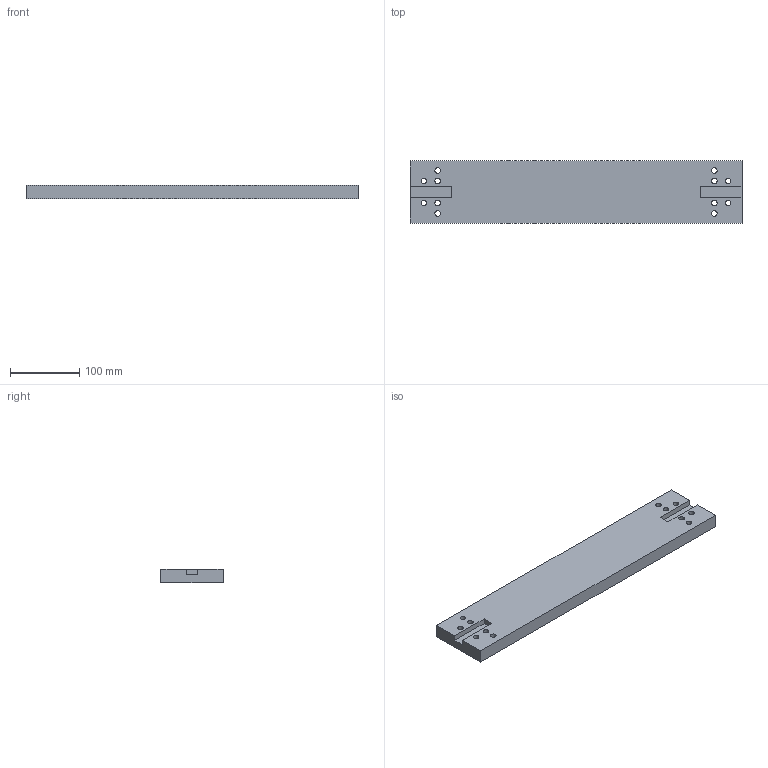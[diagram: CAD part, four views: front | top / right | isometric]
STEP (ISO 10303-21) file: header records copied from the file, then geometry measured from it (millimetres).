
FILE_DESCRIPTION(('FreeCAD Model'),'2;1');
FILE_NAME( 'wood_plank.step', '2016-10-07T16:27:14',('Author'),(''), 'Open CASCADE STEP processor 6.8','FreeCAD','Unknown');
FILE_SCHEMA(('AUTOMOTIVE_DESIGN_CC2 { 1 2 10303 214 -1 1 5 4 }'));
Length unit declared in the file: millimetre
Products named in the file (2): ASSEMBLY; wood_plank_with_drills_and_mills
Assembly tree (1 placements, depth 2):
  ASSEMBLY
    wood_plank_with_drills_and_mills
Bounding box: 480 x 90 x 20 mm (x, y, z)
Volume: 836576.3 mm3; surface area: 115945.5 mm2
Topology: 1 solids, 1 shells, 26 faces, 72 edges, 48 vertices
Faces by surface type: plane 14, cylinder 12
Full cylindrical faces by diameter (mm): 8 x12
Entity records: 1863 total; most frequent: DIRECTION 296, CARTESIAN_POINT 292, LINE 168, VECTOR 168, ORIENTED_EDGE 144, PCURVE 144, DEFINITIONAL_REPRESENTATION 144, EDGE_CURVE 72
